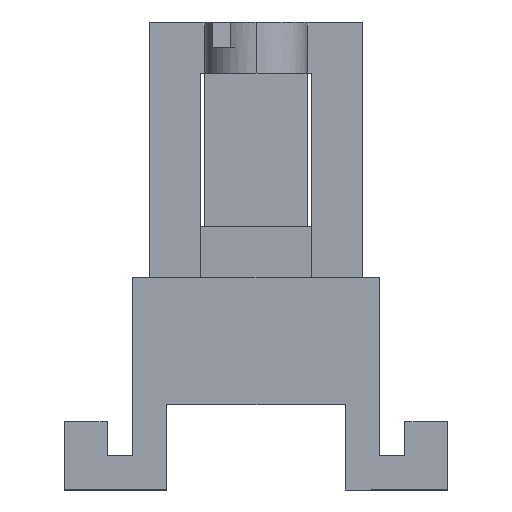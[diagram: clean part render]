
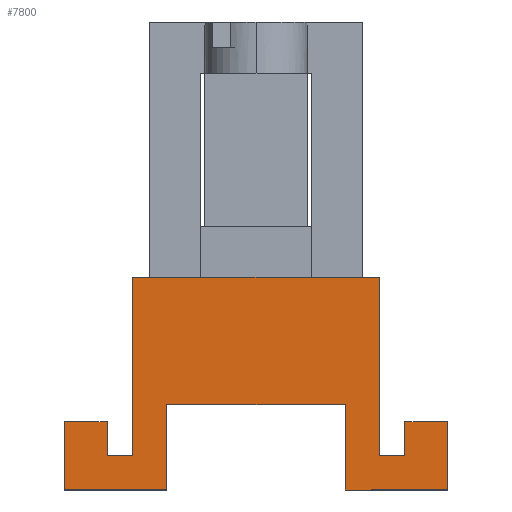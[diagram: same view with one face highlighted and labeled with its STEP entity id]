
A CAD part, left-side view. The second image highlights one B-rep face of the part: STEP entity #7800.
In plain terms, the highlighted planar face has unit normal (-1, 0, 0).
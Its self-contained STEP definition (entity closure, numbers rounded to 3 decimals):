
#274 = VECTOR ( 'NONE', #6570, 1000. ) ;
#346 = LINE ( 'NONE', #5153, #1833 ) ;
#419 = VERTEX_POINT ( 'NONE', #2510 ) ;
#475 = DIRECTION ( 'NONE',  ( 0., 0., 1. ) ) ;
#610 = VERTEX_POINT ( 'NONE', #4622 ) ;
#903 = LINE ( 'NONE', #9525, #4802 ) ;
#942 = ORIENTED_EDGE ( 'NONE', *, *, #7080, .T. ) ;
#1318 = CARTESIAN_POINT ( 'NONE',  ( -31.5, 11.25, -15.5 ) ) ;
#1345 = CARTESIAN_POINT ( 'NONE',  ( -31.5, 8.75, 0. ) ) ;
#1365 = VECTOR ( 'NONE', #2788, 1000. ) ;
#1448 = LINE ( 'NONE', #3764, #7053 ) ;
#1468 = CARTESIAN_POINT ( 'NONE',  ( -31.5, 0., -13.5 ) ) ;
#1486 = LINE ( 'NONE', #7048, #3438 ) ;
#1502 = CARTESIAN_POINT ( 'NONE',  ( -31.5, 7.25, 0. ) ) ;
#1547 = CARTESIAN_POINT ( 'NONE',  ( -31.5, -8.75, -11.5 ) ) ;
#1549 = DIRECTION ( 'NONE',  ( 0., -1., 0. ) ) ;
#1614 = LINE ( 'NONE', #1345, #9202 ) ;
#1628 = ORIENTED_EDGE ( 'NONE', *, *, #6678, .F. ) ;
#1676 = EDGE_CURVE ( 'NONE', #7810, #7007, #3175, .T. ) ;
#1765 = DIRECTION ( 'NONE',  ( 1., 0., 0. ) ) ;
#1833 = VECTOR ( 'NONE', #6611, 1000. ) ;
#1947 = DIRECTION ( 'NONE',  ( 0., -1., 0. ) ) ;
#1972 = ORIENTED_EDGE ( 'NONE', *, *, #9245, .T. ) ;
#1981 = VERTEX_POINT ( 'NONE', #4490 ) ;
#2052 = AXIS2_PLACEMENT_3D ( 'NONE', #6138, #1765, #6872 ) ;
#2187 = ORIENTED_EDGE ( 'NONE', *, *, #5716, .F. ) ;
#2232 = DIRECTION ( 'NONE',  ( 0., 0., 1. ) ) ;
#2282 = CARTESIAN_POINT ( 'NONE',  ( -31.5, 11.25, -3. ) ) ;
#2379 = CARTESIAN_POINT ( 'NONE',  ( -31.5, -5.25, -10.5 ) ) ;
#2431 = ORIENTED_EDGE ( 'NONE', *, *, #9011, .F. ) ;
#2510 = CARTESIAN_POINT ( 'NONE',  ( -31.5, 5.25, -15.5 ) ) ;
#2657 = CARTESIAN_POINT ( 'NONE',  ( -31.5, -11.25, -15.5 ) ) ;
#2712 = CARTESIAN_POINT ( 'NONE',  ( -31.5, -7.25, 0. ) ) ;
#2783 = CARTESIAN_POINT ( 'NONE',  ( -31.5, 7.25, -3. ) ) ;
#2788 = DIRECTION ( 'NONE',  ( 0., -1., 0. ) ) ;
#2863 = VERTEX_POINT ( 'NONE', #6791 ) ;
#3023 = DIRECTION ( 'NONE',  ( 0., 1., 0. ) ) ;
#3031 = EDGE_CURVE ( 'NONE', #2863, #8273, #4634, .T. ) ;
#3114 = ORIENTED_EDGE ( 'NONE', *, *, #4822, .T. ) ;
#3116 = VECTOR ( 'NONE', #9091, 1000. ) ;
#3175 = LINE ( 'NONE', #2657, #8797 ) ;
#3239 = CARTESIAN_POINT ( 'NONE',  ( -31.5, -11.25, -15.5 ) ) ;
#3327 = LINE ( 'NONE', #1318, #1365 ) ;
#3336 = LINE ( 'NONE', #5487, #5022 ) ;
#3352 = ORIENTED_EDGE ( 'NONE', *, *, #6959, .T. ) ;
#3399 = CARTESIAN_POINT ( 'NONE',  ( -31.5, 5.25, -10.5 ) ) ;
#3438 = VECTOR ( 'NONE', #1947, 1000. ) ;
#3502 = LINE ( 'NONE', #4862, #9152 ) ;
#3674 = ORIENTED_EDGE ( 'NONE', *, *, #8445, .F. ) ;
#3748 = LINE ( 'NONE', #2282, #5470 ) ;
#3764 = CARTESIAN_POINT ( 'NONE',  ( -31.5, 0., -11.5 ) ) ;
#3801 = ORIENTED_EDGE ( 'NONE', *, *, #7068, .T. ) ;
#3931 = ORIENTED_EDGE ( 'NONE', *, *, #1676, .T. ) ;
#3952 = CARTESIAN_POINT ( 'NONE',  ( -31.5, -7.25, -13.5 ) ) ;
#3958 = CARTESIAN_POINT ( 'NONE',  ( -31.5, -5.25, 0. ) ) ;
#4140 = VERTEX_POINT ( 'NONE', #1547 ) ;
#4176 = LINE ( 'NONE', #1468, #274 ) ;
#4181 = FACE_OUTER_BOUND ( 'NONE', #9312, .T. ) ;
#4333 = CARTESIAN_POINT ( 'NONE',  ( -31.5, -11.25, -11.5 ) ) ;
#4382 = ORIENTED_EDGE ( 'NONE', *, *, #9309, .F. ) ;
#4490 = CARTESIAN_POINT ( 'NONE',  ( -31.5, 7.25, -13.5 ) ) ;
#4618 = ORIENTED_EDGE ( 'NONE', *, *, #6275, .F. ) ;
#4622 = CARTESIAN_POINT ( 'NONE',  ( -31.5, -5.25, -15.5 ) ) ;
#4633 = CARTESIAN_POINT ( 'NONE',  ( -31.5, 8.75, -11.5 ) ) ;
#4634 = LINE ( 'NONE', #2712, #7231 ) ;
#4801 = VERTEX_POINT ( 'NONE', #2783 ) ;
#4802 = VECTOR ( 'NONE', #5829, 1000. ) ;
#4822 = EDGE_CURVE ( 'NONE', #7339, #7779, #1614, .T. ) ;
#4862 = CARTESIAN_POINT ( 'NONE',  ( -31.5, 11.25, -15.5 ) ) ;
#4865 = DIRECTION ( 'NONE',  ( 0., 0., -1. ) ) ;
#5022 = VECTOR ( 'NONE', #7648, 1000. ) ;
#5153 = CARTESIAN_POINT ( 'NONE',  ( -31.5, 0., -10.5 ) ) ;
#5170 = EDGE_CURVE ( 'NONE', #6407, #8604, #346, .T. ) ;
#5229 = DIRECTION ( 'NONE',  ( 0., 0., 1. ) ) ;
#5371 = PLANE ( 'NONE',  #2052 ) ;
#5466 = CARTESIAN_POINT ( 'NONE',  ( -31.5, 8.75, -13.5 ) ) ;
#5470 = VECTOR ( 'NONE', #1549, 1000. ) ;
#5487 = CARTESIAN_POINT ( 'NONE',  ( -31.5, 11.25, -15.5 ) ) ;
#5515 = ORIENTED_EDGE ( 'NONE', *, *, #9415, .T. ) ;
#5558 = LINE ( 'NONE', #6601, #9480 ) ;
#5716 = EDGE_CURVE ( 'NONE', #4140, #7007, #903, .T. ) ;
#5829 = DIRECTION ( 'NONE',  ( 0., -1., 0. ) ) ;
#5855 = LINE ( 'NONE', #8144, #7576 ) ;
#5887 = DIRECTION ( 'NONE',  ( 0., 0., -1. ) ) ;
#5946 = CARTESIAN_POINT ( 'NONE',  ( -31.5, 11.25, -15.5 ) ) ;
#6138 = CARTESIAN_POINT ( 'NONE',  ( -31.5, 11.25, -15.5 ) ) ;
#6275 = EDGE_CURVE ( 'NONE', #4801, #2863, #3748, .T. ) ;
#6407 = VERTEX_POINT ( 'NONE', #2379 ) ;
#6570 = DIRECTION ( 'NONE',  ( 0., 1., 0. ) ) ;
#6601 = CARTESIAN_POINT ( 'NONE',  ( -31.5, 5.25, 0. ) ) ;
#6611 = DIRECTION ( 'NONE',  ( 0., 1., 0. ) ) ;
#6678 = EDGE_CURVE ( 'NONE', #7640, #7714, #3502, .T. ) ;
#6760 = ORIENTED_EDGE ( 'NONE', *, *, #8069, .T. ) ;
#6791 = CARTESIAN_POINT ( 'NONE',  ( -31.5, -7.25, -3. ) ) ;
#6872 = DIRECTION ( 'NONE',  ( 0., 0., -1. ) ) ;
#6959 = EDGE_CURVE ( 'NONE', #7779, #7714, #1448, .T. ) ;
#7007 = VERTEX_POINT ( 'NONE', #4333 ) ;
#7048 = CARTESIAN_POINT ( 'NONE',  ( -31.5, 0., -13.5 ) ) ;
#7053 = VECTOR ( 'NONE', #3023, 1000. ) ;
#7068 = EDGE_CURVE ( 'NONE', #419, #8604, #5558, .T. ) ;
#7080 = EDGE_CURVE ( 'NONE', #4801, #1981, #9253, .T. ) ;
#7187 = DIRECTION ( 'NONE',  ( 0., 0., 1. ) ) ;
#7231 = VECTOR ( 'NONE', #4865, 1000. ) ;
#7264 = VECTOR ( 'NONE', #5887, 1000. ) ;
#7339 = VERTEX_POINT ( 'NONE', #5466 ) ;
#7498 = CARTESIAN_POINT ( 'NONE',  ( -31.5, 11.25, -11.5 ) ) ;
#7529 = VERTEX_POINT ( 'NONE', #7862 ) ;
#7576 = VECTOR ( 'NONE', #5229, 1000. ) ;
#7640 = VERTEX_POINT ( 'NONE', #5946 ) ;
#7648 = DIRECTION ( 'NONE',  ( 0., -1., 0. ) ) ;
#7714 = VERTEX_POINT ( 'NONE', #7498 ) ;
#7779 = VERTEX_POINT ( 'NONE', #4633 ) ;
#7786 = DIRECTION ( 'NONE',  ( 0., 0., 1. ) ) ;
#7800 = ADVANCED_FACE ( 'NONE', ( #4181 ), #5371, .F. ) ;
#7810 = VERTEX_POINT ( 'NONE', #3239 ) ;
#7862 = CARTESIAN_POINT ( 'NONE',  ( -31.5, -8.75, -13.5 ) ) ;
#7920 = ORIENTED_EDGE ( 'NONE', *, *, #5170, .F. ) ;
#8069 = EDGE_CURVE ( 'NONE', #1981, #7339, #4176, .T. ) ;
#8144 = CARTESIAN_POINT ( 'NONE',  ( -31.5, -8.75, 0. ) ) ;
#8271 = ORIENTED_EDGE ( 'NONE', *, *, #3031, .F. ) ;
#8273 = VERTEX_POINT ( 'NONE', #3952 ) ;
#8445 = EDGE_CURVE ( 'NONE', #610, #6407, #8737, .T. ) ;
#8604 = VERTEX_POINT ( 'NONE', #3399 ) ;
#8737 = LINE ( 'NONE', #3958, #3116 ) ;
#8797 = VECTOR ( 'NONE', #7786, 1000. ) ;
#9011 = EDGE_CURVE ( 'NONE', #7529, #4140, #5855, .T. ) ;
#9091 = DIRECTION ( 'NONE',  ( 0., 0., 1. ) ) ;
#9152 = VECTOR ( 'NONE', #475, 1000. ) ;
#9202 = VECTOR ( 'NONE', #7187, 1000. ) ;
#9245 = EDGE_CURVE ( 'NONE', #610, #7810, #3336, .T. ) ;
#9253 = LINE ( 'NONE', #1502, #7264 ) ;
#9309 = EDGE_CURVE ( 'NONE', #8273, #7529, #1486, .T. ) ;
#9312 = EDGE_LOOP ( 'NONE', ( #3674, #1972, #3931, #2187, #2431, #4382, #8271, #4618, #942, #6760, #3114, #3352, #1628, #5515, #3801, #7920 ) ) ;
#9415 = EDGE_CURVE ( 'NONE', #7640, #419, #3327, .T. ) ;
#9480 = VECTOR ( 'NONE', #2232, 1000. ) ;
#9525 = CARTESIAN_POINT ( 'NONE',  ( -31.5, 0., -11.5 ) ) ;
